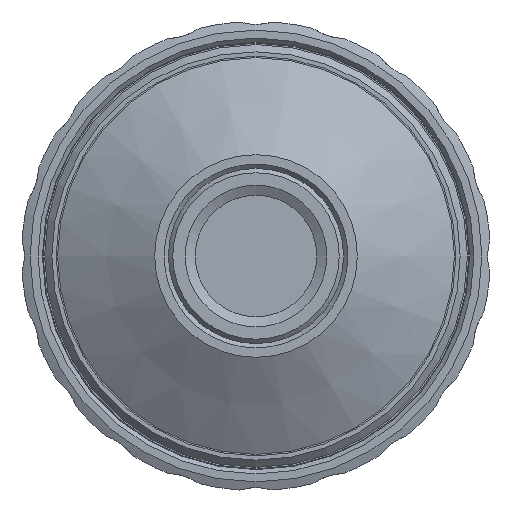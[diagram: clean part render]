
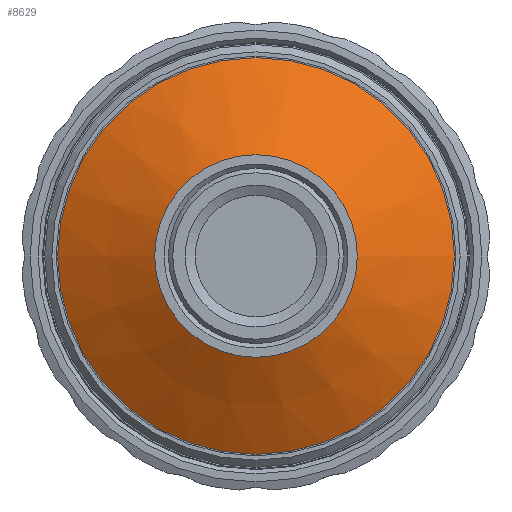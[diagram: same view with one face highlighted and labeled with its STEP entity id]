
A CAD part, front view. The second image highlights one B-rep face of the part: STEP entity #8629.
In plain terms, the highlighted conical face has half-angle 60 degrees and reference radius 13.7 mm.
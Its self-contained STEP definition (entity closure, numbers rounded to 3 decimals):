
#1555 = CIRCLE ( 'NONE', #17375, 7. ) ;
#1732 = CARTESIAN_POINT ( 'NONE',  ( 159.12, 126.12, 74.718 ) ) ;
#1919 = CONICAL_SURFACE ( 'NONE', #22184, 13.7, 1.047 ) ;
#2106 = CARTESIAN_POINT ( 'NONE',  ( 159.12, 122.252, 61.018 ) ) ;
#2241 = EDGE_CURVE ( 'NONE', #17739, #17739, #10362, .T. ) ;
#3862 = FACE_OUTER_BOUND ( 'NONE', #7253, .T. ) ;
#5254 = DIRECTION ( 'NONE',  ( -1., 0., 0. ) ) ;
#7253 = EDGE_LOOP ( 'NONE', ( #20232 ) ) ;
#8629 = ADVANCED_FACE ( 'NONE', ( #20942, #3862 ), #1919, .T. ) ;
#9359 = DIRECTION ( 'NONE',  ( -1., 0., 0. ) ) ;
#10362 = CIRCLE ( 'NONE', #19579, 13.7 ) ;
#11893 = EDGE_LOOP ( 'NONE', ( #19938 ) ) ;
#12278 = VERTEX_POINT ( 'NONE', #21263 ) ;
#13669 = DIRECTION ( 'NONE',  ( 0., 0., 1. ) ) ;
#13900 = CARTESIAN_POINT ( 'NONE',  ( 159.12, 126.12, 61.018 ) ) ;
#14238 = DIRECTION ( 'NONE',  ( 0., 1., 0. ) ) ;
#14669 = DIRECTION ( 'NONE',  ( 0., 1., 0. ) ) ;
#15974 = CARTESIAN_POINT ( 'NONE',  ( 159.12, 126.12, 61.018 ) ) ;
#17375 = AXIS2_PLACEMENT_3D ( 'NONE', #2106, #14669, #9359 ) ;
#17739 = VERTEX_POINT ( 'NONE', #1732 ) ;
#19431 = EDGE_CURVE ( 'NONE', #12278, #12278, #1555, .T. ) ;
#19579 = AXIS2_PLACEMENT_3D ( 'NONE', #13900, #22804, #13669 ) ;
#19938 = ORIENTED_EDGE ( 'NONE', *, *, #19431, .T. ) ;
#20232 = ORIENTED_EDGE ( 'NONE', *, *, #2241, .F. ) ;
#20942 = FACE_BOUND ( 'NONE', #11893, .T. ) ;
#21263 = CARTESIAN_POINT ( 'NONE',  ( 152.12, 122.252, 61.018 ) ) ;
#22184 = AXIS2_PLACEMENT_3D ( 'NONE', #15974, #14238, #5254 ) ;
#22804 = DIRECTION ( 'NONE',  ( 0., 1., 0. ) ) ;
